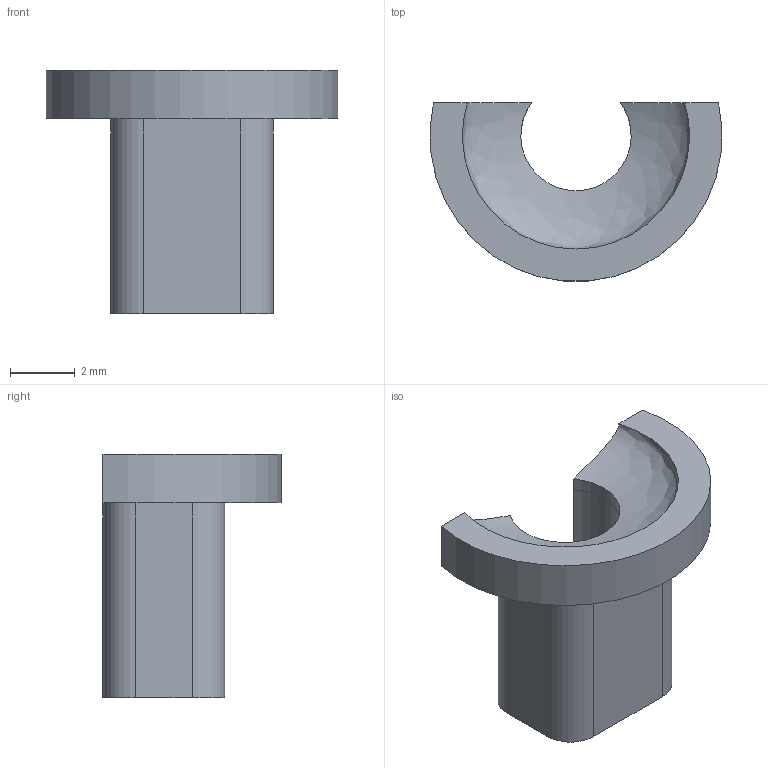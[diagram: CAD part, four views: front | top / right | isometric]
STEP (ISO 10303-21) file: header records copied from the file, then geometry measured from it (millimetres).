
FILE_DESCRIPTION(/* description */ ('STEP AP242','CAx-IF Rec.Pracs.---Representation and Presentation of Product Manufacturing Information (PMI)---4.0---2014-10-13','CAx-IF Rec.Pracs.---3D Tessellated Geometry---0.4---2014-09-14','2;1'),/* implementation_level */ '2;1');
FILE_NAME(/* name */ '64f36f95f8c7744bb8ad1799',/* time_stamp */ '2023-09-02T17:23:33Z',/* author */ (''),/* organization */ (''),/* preprocessor_version */ 'ST-DEVELOPER v19.4',/* originating_system */ ' ',/* authorisation */ ' ');
FILE_SCHEMA (('AP242_MANAGED_MODEL_BASED_3D_ENGINEERING_MIM_LF { 1 0 10303 442 1 1 4 }'));
Length unit declared in the file: metre
Products named in the file (2): Outer; Inner
Bounding box: 8.99 x 5.48 x 7.5 mm (x, y, z)
Volume: 97 mm3; surface area: 248.3 mm2
Topology: 2 solids, 2 shells, 19 faces, 45 edges, 30 vertices
Faces by surface type: plane 11, cylinder 7, bspline 1
Entity records: 672 total; most frequent: CARTESIAN_POINT 173, DIRECTION 98, ORIENTED_EDGE 90, EDGE_CURVE 45, AXIS2_PLACEMENT_3D 35, VERTEX_POINT 30, LINE 28, VECTOR 28
